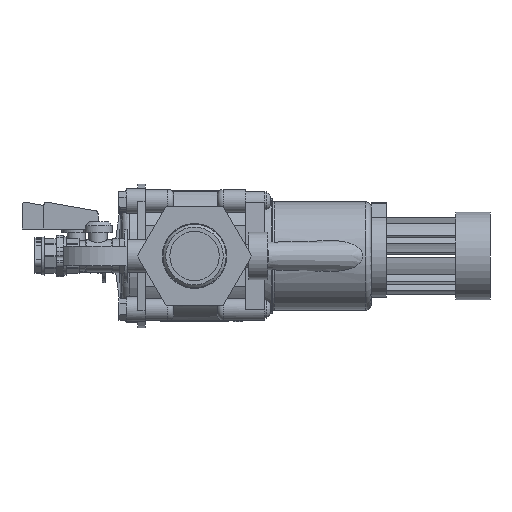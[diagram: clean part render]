
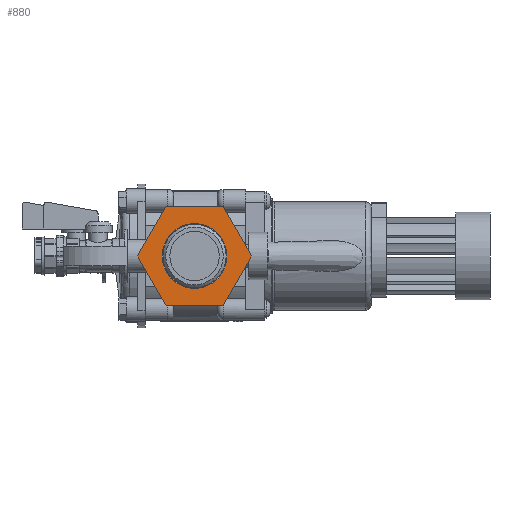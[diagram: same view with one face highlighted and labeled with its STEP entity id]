
A CAD part, left-side view. The second image highlights one B-rep face of the part: STEP entity #880.
In plain terms, the highlighted planar face has unit normal (-1, 0, 0).
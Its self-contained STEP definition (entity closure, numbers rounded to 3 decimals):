
#880 = ADVANCED_FACE( '', ( #2361, #2362 ), #2363, .F. );
#2361 = FACE_OUTER_BOUND( '', #4569, .T. );
#2362 = FACE_BOUND( '', #4570, .T. );
#2363 = PLANE( '', #4571 );
#4569 = EDGE_LOOP( '', ( #7457, #7458, #7459, #7460, #7461, #7462 ) );
#4570 = EDGE_LOOP( '', ( #7463 ) );
#4571 = AXIS2_PLACEMENT_3D( '', #7464, #7465, #7466 );
#7457 = ORIENTED_EDGE( '', *, *, #13289, .T. );
#7458 = ORIENTED_EDGE( '', *, *, #13290, .T. );
#7459 = ORIENTED_EDGE( '', *, *, #13291, .T. );
#7460 = ORIENTED_EDGE( '', *, *, #13292, .T. );
#7461 = ORIENTED_EDGE( '', *, *, #13293, .T. );
#7462 = ORIENTED_EDGE( '', *, *, #13294, .T. );
#7463 = ORIENTED_EDGE( '', *, *, #13295, .T. );
#7464 = CARTESIAN_POINT( '', ( -84.5, 17., 0. ) );
#7465 = DIRECTION( '', ( 1., 0., 0. ) );
#7466 = DIRECTION( '', ( 0., 0., -1. ) );
#13289 = EDGE_CURVE( '', #16085, #16086, #16087, .T. );
#13290 = EDGE_CURVE( '', #16086, #16088, #16089, .T. );
#13291 = EDGE_CURVE( '', #16088, #16090, #16091, .T. );
#13292 = EDGE_CURVE( '', #16090, #16092, #16093, .T. );
#13293 = EDGE_CURVE( '', #16092, #16094, #16095, .T. );
#13294 = EDGE_CURVE( '', #16094, #16085, #16096, .T. );
#13295 = EDGE_CURVE( '', #16097, #16097, #16098, .T. );
#16085 = VERTEX_POINT( '', #20308 );
#16086 = VERTEX_POINT( '', #20309 );
#16087 = LINE( '', #20310, #20311 );
#16088 = VERTEX_POINT( '', #20312 );
#16089 = LINE( '', #20313, #20314 );
#16090 = VERTEX_POINT( '', #20315 );
#16091 = LINE( '', #20316, #20317 );
#16092 = VERTEX_POINT( '', #20318 );
#16093 = LINE( '', #20319, #20320 );
#16094 = VERTEX_POINT( '', #20321 );
#16095 = LINE( '', #20322, #20323 );
#16096 = LINE( '', #20324, #20325 );
#16097 = VERTEX_POINT( '', #20326 );
#16098 = CIRCLE( '', #20327, 17. );
#20308 = CARTESIAN_POINT( '', ( -84.5, 15.011, 26. ) );
#20309 = CARTESIAN_POINT( '', ( -84.5, 30.022, 0. ) );
#20310 = CARTESIAN_POINT( '', ( -84.5, 26.767, 5.639 ) );
#20311 = VECTOR( '', #25606, 1000. );
#20312 = CARTESIAN_POINT( '', ( -84.5, 15.011, -26. ) );
#20313 = CARTESIAN_POINT( '', ( -84.5, 26.767, -5.639 ) );
#20314 = VECTOR( '', #25607, 1000. );
#20315 = CARTESIAN_POINT( '', ( -84.5, -15.011, -26. ) );
#20316 = CARTESIAN_POINT( '', ( -84.5, 17., -26. ) );
#20317 = VECTOR( '', #25608, 1000. );
#20318 = CARTESIAN_POINT( '', ( -84.5, -30.022, 0. ) );
#20319 = CARTESIAN_POINT( '', ( -84.5, -18.267, -20.361 ) );
#20320 = VECTOR( '', #25609, 1000. );
#20321 = CARTESIAN_POINT( '', ( -84.5, -15.011, 26. ) );
#20322 = CARTESIAN_POINT( '', ( -84.5, -18.267, 20.361 ) );
#20323 = VECTOR( '', #25610, 1000. );
#20324 = CARTESIAN_POINT( '', ( -84.5, 17., 26. ) );
#20325 = VECTOR( '', #25611, 1000. );
#20326 = CARTESIAN_POINT( '', ( -84.5, 0., -17. ) );
#20327 = AXIS2_PLACEMENT_3D( '', #25612, #25613, #25614 );
#25606 = DIRECTION( '', ( 0., 0.5, -0.866 ) );
#25607 = DIRECTION( '', ( 0., -0.5, -0.866 ) );
#25608 = DIRECTION( '', ( 0., -1., 0. ) );
#25609 = DIRECTION( '', ( 0., -0.5, 0.866 ) );
#25610 = DIRECTION( '', ( 0., 0.5, 0.866 ) );
#25611 = DIRECTION( '', ( 0., 1., 0. ) );
#25612 = CARTESIAN_POINT( '', ( -84.5, 0., 0. ) );
#25613 = DIRECTION( '', ( 1., 0., 0. ) );
#25614 = DIRECTION( '', ( 0., 0., -1. ) );
